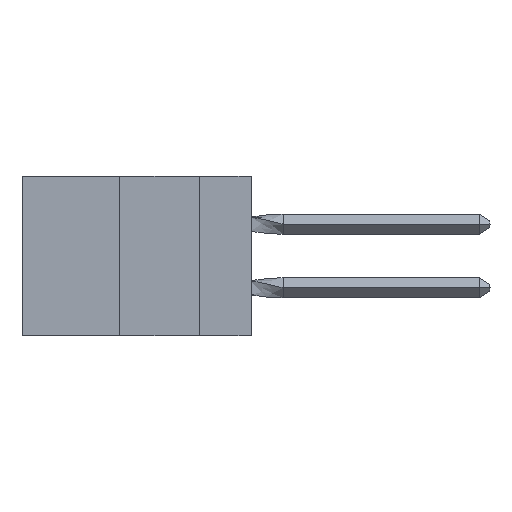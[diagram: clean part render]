
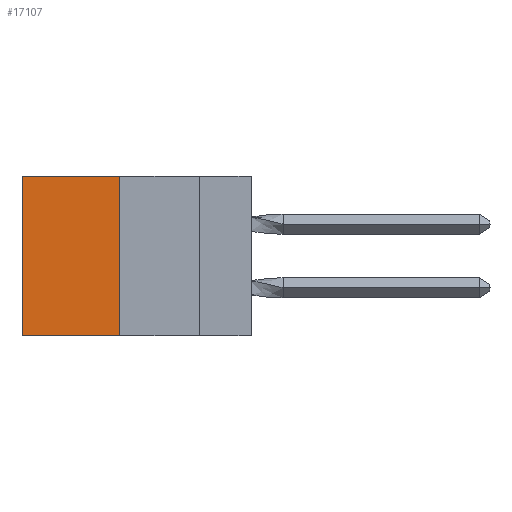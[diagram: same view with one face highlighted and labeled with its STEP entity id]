
A CAD part, left-side view. The second image highlights one B-rep face of the part: STEP entity #17107.
In plain terms, the highlighted planar face has unit normal (-1, 0, 0).
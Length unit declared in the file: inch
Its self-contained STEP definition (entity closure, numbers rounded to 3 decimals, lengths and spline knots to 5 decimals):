
#233 = EDGE_CURVE ( 'NONE', #6175, #761, #13104, .T. ) ;
#761 = VERTEX_POINT ( 'NONE', #9375 ) ;
#1350 = VECTOR ( 'NONE', #5528, 39.37008 ) ;
#2090 = DIRECTION ( 'NONE',  ( 0., 0., -1. ) ) ;
#2114 = CARTESIAN_POINT ( 'NONE',  ( 0.305, 0.72, -0.5 ) ) ;
#2360 = CARTESIAN_POINT ( 'NONE',  ( 0.305, 0.413, -0.5 ) ) ;
#2488 = FACE_OUTER_BOUND ( 'NONE', #7671, .T. ) ;
#3751 = CARTESIAN_POINT ( 'NONE',  ( 0.305, 0.413, 0. ) ) ;
#4603 = LINE ( 'NONE', #16947, #5082 ) ;
#4855 = ORIENTED_EDGE ( 'NONE', *, *, #18075, .F. ) ;
#4894 = VERTEX_POINT ( 'NONE', #16787 ) ;
#5043 = VECTOR ( 'NONE', #11382, 39.37008 ) ;
#5082 = VECTOR ( 'NONE', #2090, 39.37008 ) ;
#5528 = DIRECTION ( 'NONE',  ( 0., 0., -1. ) ) ;
#5871 = DIRECTION ( 'NONE',  ( 0., 0., -1. ) ) ;
#5919 = CARTESIAN_POINT ( 'NONE',  ( 0.305, 0.413, -0.5 ) ) ;
#6175 = VERTEX_POINT ( 'NONE', #3751 ) ;
#7671 = EDGE_LOOP ( 'NONE', ( #10257, #4855, #18714, #7809 ) ) ;
#7809 = ORIENTED_EDGE ( 'NONE', *, *, #233, .T. ) ;
#8583 = CARTESIAN_POINT ( 'NONE',  ( 0.305, 0.413, -0.5 ) ) ;
#9290 = EDGE_CURVE ( 'NONE', #6175, #4894, #18523, .T. ) ;
#9375 = CARTESIAN_POINT ( 'NONE',  ( 0.305, 0.72, 0. ) ) ;
#10257 = ORIENTED_EDGE ( 'NONE', *, *, #16775, .T. ) ;
#10458 = PLANE ( 'NONE',  #17083 ) ;
#10524 = DIRECTION ( 'NONE',  ( 1., 0., 0. ) ) ;
#10869 = VERTEX_POINT ( 'NONE', #2114 ) ;
#11382 = DIRECTION ( 'NONE',  ( 0., 1., 0. ) ) ;
#12228 = LINE ( 'NONE', #2360, #5043 ) ;
#13104 = LINE ( 'NONE', #16012, #17497 ) ;
#14512 = DIRECTION ( 'NONE',  ( 0., 1., 0. ) ) ;
#16012 = CARTESIAN_POINT ( 'NONE',  ( 0.305, 0.413, 0. ) ) ;
#16775 = EDGE_CURVE ( 'NONE', #761, #10869, #4603, .T. ) ;
#16787 = CARTESIAN_POINT ( 'NONE',  ( 0.305, 0.413, -0.5 ) ) ;
#16947 = CARTESIAN_POINT ( 'NONE',  ( 0.305, 0.72, -0.5 ) ) ;
#17083 = AXIS2_PLACEMENT_3D ( 'NONE', #5919, #10524, #5871 ) ;
#17107 = ADVANCED_FACE ( 'NONE', ( #2488 ), #10458, .F. ) ;
#17497 = VECTOR ( 'NONE', #14512, 39.37008 ) ;
#18075 = EDGE_CURVE ( 'NONE', #4894, #10869, #12228, .T. ) ;
#18523 = LINE ( 'NONE', #8583, #1350 ) ;
#18714 = ORIENTED_EDGE ( 'NONE', *, *, #9290, .F. ) ;
